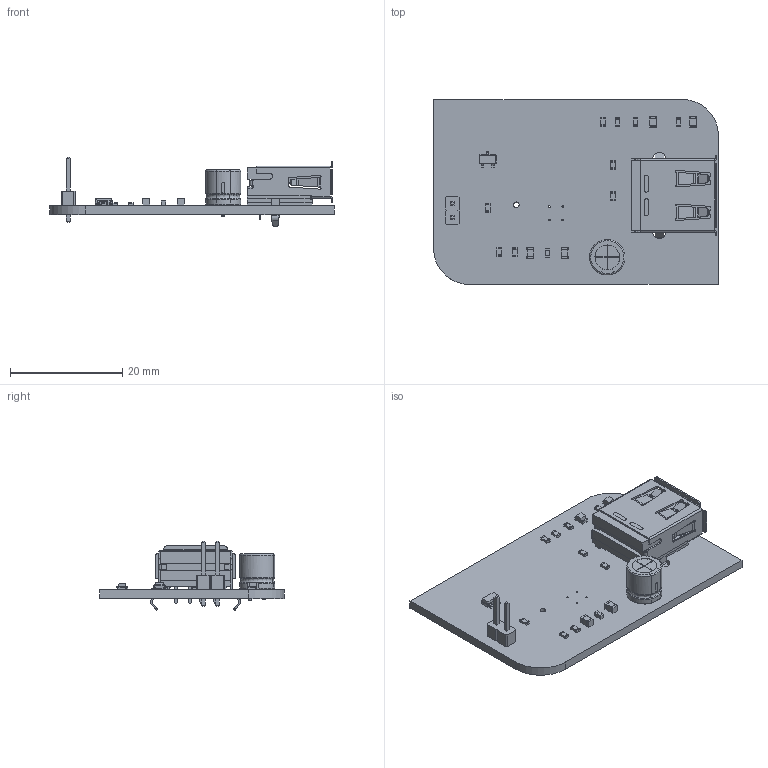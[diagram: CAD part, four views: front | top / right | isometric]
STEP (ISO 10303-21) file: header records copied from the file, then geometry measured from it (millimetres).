
FILE_DESCRIPTION(('KiCad electronic assembly'),'2;1');
FILE_NAME('updated_boost_USB_charger.step','2024-07-27T17:24:01',( 'Pcbnew'),('Kicad'),'Open CASCADE STEP processor 7.7', 'KiCad to STEP converter','Unknown');
FILE_SCHEMA(('AUTOMOTIVE_DESIGN { 1 0 10303 214 1 1 1 1 }'));
Length unit declared in the file: millimetre
Products named in the file (18): updated_boost_USB_charger 1; R_0603_1608Metric; PinHeader_1x02_P2.54mm_Vertical; PinHeader_1x02_P254mm_Vertical; C_0805_2012Metric; SC-59; SC_59; CP_Radial_D6.3mm_P2.50mm; CP_Radial_D63mm_P250mm; C_0603_1608Metric; LED_0805_2012Metric; USB_A_Molex_67643_Horizontal; updated_boost_USB_charger_PCB
Assembly tree (27 placements, depth 3):
  updated_boost_USB_charger 1
    R_0603_1608Metric  x9
      R_0603_1608Metric
    PinHeader_1x02_P2.54mm_Vertical
      PinHeader_1x02_P254mm_Vertical
    C_0805_2012Metric  x2
      C_0805_2012Metric
    SC-59
      SC_59
    CP_Radial_D6.3mm_P2.50mm
      CP_Radial_D63mm_P250mm
    C_0603_1608Metric
      C_0603_1608Metric
    LED_0805_2012Metric  x2
      LED_0805_2012Metric
    USB_A_Molex_67643_Horizontal
      USB_A_Molex_67643_Horizontal
    updated_boost_USB_charger_PCB
Bounding box: 50.8 x 33.02 x 12.34 mm (x, y, z)
Volume: 3733.2 mm3; surface area: 5838.6 mm2
Topology: 28 solids, 29 shells, 1174 faces, 2860 edges, 1760 vertices
Faces by surface type: plane 783, cylinder 234, bspline 151, revolution 4, torus 2
Full cylindrical faces by diameter (mm): 0.3 x4, 0.5 x2, 0.8 x2, 0.95 x4, 1 x3, 2.3 x2
Entity records: 34513 total; most frequent: CARTESIAN_POINT 9020, ORIENTED_EDGE 4222, DIRECTION 3362, EDGE_CURVE 2111, VERTEX_POINT 1274, LINE 1194, VECTOR 1194, AXIS2_PLACEMENT_3D 1082
